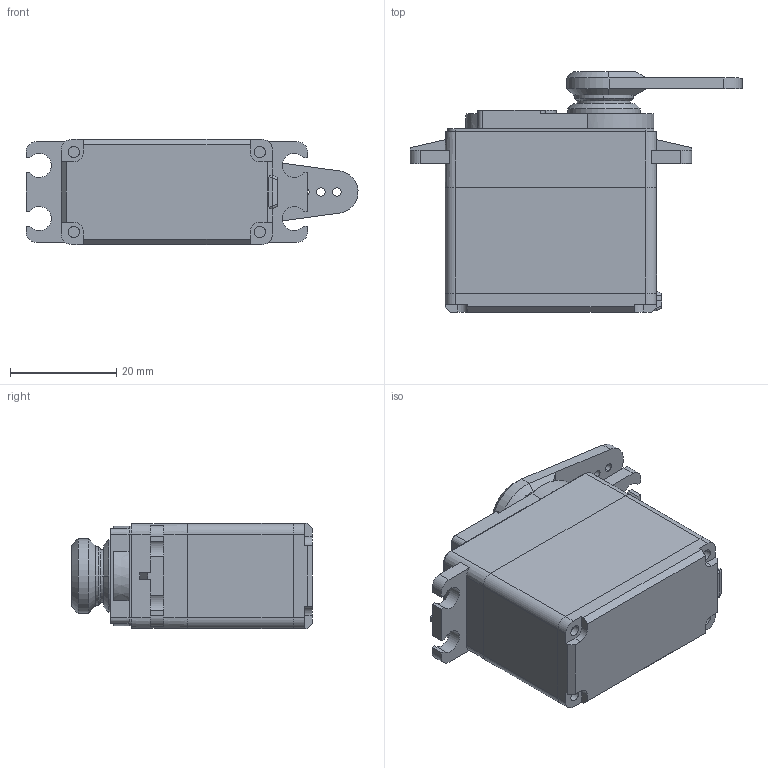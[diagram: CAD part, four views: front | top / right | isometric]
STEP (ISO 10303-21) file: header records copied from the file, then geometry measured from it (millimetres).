
FILE_DESCRIPTION((''),'2;1');
FILE_NAME('MD485HW_ASM','2018-05-10T',('servo-csw'),(''),'CREO PARAMETRIC BY PTC INC, 2016050','CREO PARAMETRIC BY PTC INC, 2016050','');
FILE_SCHEMA(('CONFIG_CONTROL_DESIGN'));
Length unit declared in the file: millimetre
Products named in the file (7): 120101020026_PBT30_HS5485M; 120101000445_PBT30_HS5485L; 120101010039_PBT30_HS5485T; 5485G4_HD_120212000604; 120217000085-HD-LS25; 120202000055_18A_CBH_T2_6XL8; MD485HW_ASM
Assembly tree (6 placements, depth 2):
  MD485HW_ASM
    120101020026_PBT30_HS5485M
    120101000445_PBT30_HS5485L
    120101010039_PBT30_HS5485T
    5485G4_HD_120212000604
    120217000085-HD-LS25
    120202000055_18A_CBH_T2_6XL8
Bounding box: 62.49 x 45.3 x 19.8 mm (x, y, z)
Volume: 29318.8 mm3; surface area: 11553.7 mm2
Topology: 6 solids, 6 shells, 1197 faces, 3439 edges, 2282 vertices
Faces by surface type: plane 876, cylinder 231, cone 76, bspline 12, torus 2
Entity records: 52468 total; most frequent: CARTESIAN_POINT 10257, ORIENTED_EDGE 6878, DIRECTION 6197, PRESENTATION_STYLE_ASSIGNMENT 3451, STYLED_ITEM 3451, CURVE_STYLE 3439, EDGE_CURVE 3439, VECTOR 2657
